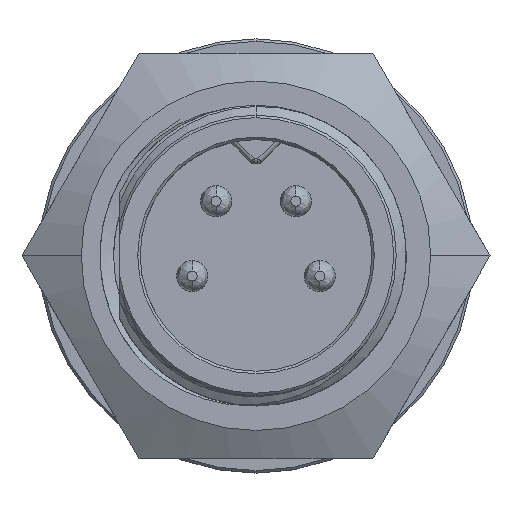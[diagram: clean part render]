
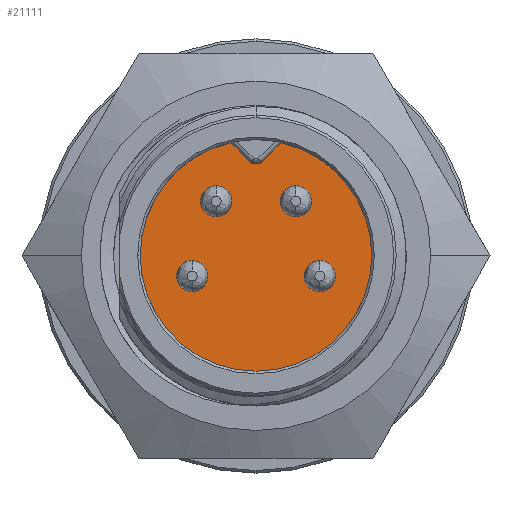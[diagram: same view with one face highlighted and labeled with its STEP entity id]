
A CAD part, top view. The second image highlights one B-rep face of the part: STEP entity #21111.
In plain terms, the highlighted planar face has unit normal (0, 0, 1).
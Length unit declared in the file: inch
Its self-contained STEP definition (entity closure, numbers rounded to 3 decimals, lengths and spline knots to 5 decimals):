
#37 = DIRECTION ( 'NONE',  ( 0., 1., 0. ) ) ;
#38 = CARTESIAN_POINT ( 'NONE',  ( -0.08, 0.109, 0.05 ) ) ;
#39 = DIRECTION ( 'NONE',  ( 0., 0., -1. ) ) ;
#46 = DIRECTION ( 'NONE',  ( 0., 0., -1. ) ) ;
#47 = CARTESIAN_POINT ( 'NONE',  ( -0.128, -0.041, 0.05 ) ) ;
#49 = DIRECTION ( 'NONE',  ( 0., 1., 0. ) ) ;
#321 = DIRECTION ( 'NONE',  ( 0., 1., 0. ) ) ;
#337 = DIRECTION ( 'NONE',  ( 0., 0., -1. ) ) ;
#353 = CARTESIAN_POINT ( 'NONE',  ( 0.128, -0.041, 0.05 ) ) ;
#679 = EDGE_CURVE ( 'NONE', #21864, #21502, #2392, .T. ) ;
#789 = EDGE_CURVE ( 'NONE', #21679, #21857, #2389, .T. ) ;
#926 = EDGE_CURVE ( 'NONE', #21962, #21963, #20271, .T. ) ;
#932 = EDGE_CURVE ( 'NONE', #21852, #21802, #20263, .T. ) ;
#940 = EDGE_CURVE ( 'NONE', #21961, #21956, #10203, .T. ) ;
#1182 = EDGE_LOOP ( 'NONE', ( #24656, #24646 ) ) ;
#1304 = EDGE_LOOP ( 'NONE', ( #24768, #24757, #24764, #24647, #24684, #24760, #24673 ) ) ;
#1324 = EDGE_LOOP ( 'NONE', ( #24803, #24789 ) ) ;
#1405 = EDGE_LOOP ( 'NONE', ( #24667, #24748 ) ) ;
#1417 = EDGE_LOOP ( 'NONE', ( #24637, #24765 ) ) ;
#1976 = VERTEX_POINT ( 'NONE', #2986 ) ;
#2114 = VERTEX_POINT ( 'NONE', #3041 ) ;
#2142 = VERTEX_POINT ( 'NONE', #3046 ) ;
#2145 = VERTEX_POINT ( 'NONE', #3048 ) ;
#2184 = VERTEX_POINT ( 'NONE', #3064 ) ;
#2305 = AXIS2_PLACEMENT_3D ( 'NONE', #24343, #24344, #24345 ) ;
#2389 = CIRCLE ( 'NONE', #2305, 0.232 ) ;
#2392 = CIRCLE ( 'NONE', #2410, 0.03125 ) ;
#2410 = AXIS2_PLACEMENT_3D ( 'NONE', #24154, #24496, #24155 ) ;
#2986 = CARTESIAN_POINT ( 'NONE',  ( 0.00386, 0.184, 0.05 ) ) ;
#3041 = CARTESIAN_POINT ( 'NONE',  ( 0.01093, 0.18693, 0.05 ) ) ;
#3046 = CARTESIAN_POINT ( 'NONE',  ( -0.01093, 0.18693, 0.05 ) ) ;
#3048 = CARTESIAN_POINT ( 'NONE',  ( 0.05045, 0.22645, 0.05 ) ) ;
#3064 = CARTESIAN_POINT ( 'NONE',  ( -0.00386, 0.184, 0.05 ) ) ;
#9587 = AXIS2_PLACEMENT_3D ( 'NONE', #353, #337, #321 ) ;
#9698 = AXIS2_PLACEMENT_3D ( 'NONE', #47, #46, #49 ) ;
#10203 = CIRCLE ( 'NONE', #9587, 0.03125 ) ;
#17924 = PLANE ( 'NONE',  #22954 ) ;
#17925 = CARTESIAN_POINT ( 'NONE',  ( 0., 0., 0.05 ) ) ;
#17926 = DIRECTION ( 'NONE',  ( 0., 0., 1. ) ) ;
#17927 = DIRECTION ( 'NONE',  ( 1., 0., 0. ) ) ;
#18019 = CARTESIAN_POINT ( 'NONE',  ( 0.00386, 0.194, 0.05 ) ) ;
#18020 = DIRECTION ( 'NONE',  ( 0., 0., -1. ) ) ;
#18021 = DIRECTION ( 'NONE',  ( 0., 1., 0. ) ) ;
#18414 = CARTESIAN_POINT ( 'NONE',  ( -0.128, -0.041, 0.05 ) ) ;
#18415 = DIRECTION ( 'NONE',  ( 0., 0., -1. ) ) ;
#18416 = DIRECTION ( 'NONE',  ( 0., 1., 0. ) ) ;
#18457 = CARTESIAN_POINT ( 'NONE',  ( 0., 0., 0.05 ) ) ;
#18458 = DIRECTION ( 'NONE',  ( 0., 0., 1. ) ) ;
#18459 = DIRECTION ( 'NONE',  ( 0., 1., 0. ) ) ;
#18570 = CARTESIAN_POINT ( 'NONE',  ( 0.008, 0.184, 0.05 ) ) ;
#18571 = DIRECTION ( 'NONE',  ( -0.707, -0.707, 0. ) ) ;
#18591 = CARTESIAN_POINT ( 'NONE',  ( -0.08, 0.109, 0.05 ) ) ;
#18592 = DIRECTION ( 'NONE',  ( 0., 0., -1. ) ) ;
#18593 = DIRECTION ( 'NONE',  ( 0., 1., 0. ) ) ;
#18594 = CARTESIAN_POINT ( 'NONE',  ( 0.08, 0.109, 0.05 ) ) ;
#18595 = DIRECTION ( 'NONE',  ( 0., 0., -1. ) ) ;
#18596 = DIRECTION ( 'NONE',  ( 0., 1., 0. ) ) ;
#18612 = CARTESIAN_POINT ( 'NONE',  ( -0.01093, 0.18693, 0.05 ) ) ;
#18613 = DIRECTION ( 'NONE',  ( -0.707, 0.707, 0. ) ) ;
#18725 = CARTESIAN_POINT ( 'NONE',  ( 0.128, -0.041, 0.05 ) ) ;
#18726 = DIRECTION ( 'NONE',  ( 0., 0., -1. ) ) ;
#18727 = DIRECTION ( 'NONE',  ( 0., 1., 0. ) ) ;
#19105 = CARTESIAN_POINT ( 'NONE',  ( 0.008, 0.184, 0.05 ) ) ;
#19106 = DIRECTION ( 'NONE',  ( -1., 0., 0. ) ) ;
#19285 = CARTESIAN_POINT ( 'NONE',  ( -0.00386, 0.194, 0.05 ) ) ;
#19286 = DIRECTION ( 'NONE',  ( 0., 0., 1. ) ) ;
#19287 = DIRECTION ( 'NONE',  ( 0., 1., 0. ) ) ;
#19578 = CARTESIAN_POINT ( 'NONE',  ( 0.08, 0.07775, 0.05 ) ) ;
#19643 = LINE ( 'NONE', #19105, #23159 ) ;
#19649 = LINE ( 'NONE', #18612, #23110 ) ;
#19672 = LINE ( 'NONE', #18570, #22936 ) ;
#20076 = FACE_BOUND ( 'NONE', #1324, .T. ) ;
#20088 = FACE_OUTER_BOUND ( 'NONE', #1304, .T. ) ;
#20089 = FACE_BOUND ( 'NONE', #1417, .T. ) ;
#20091 = FACE_BOUND ( 'NONE', #1405, .T. ) ;
#20128 = FACE_BOUND ( 'NONE', #1182, .T. ) ;
#20263 = CIRCLE ( 'NONE', #9698, 0.03125 ) ;
#20271 = CIRCLE ( 'NONE', #20298, 0.03125 ) ;
#20298 = AXIS2_PLACEMENT_3D ( 'NONE', #38, #39, #37 ) ;
#20345 = CARTESIAN_POINT ( 'NONE',  ( -0.05045, 0.22645, 0.05 ) ) ;
#20395 = CARTESIAN_POINT ( 'NONE',  ( -0.128, -0.07225, 0.05 ) ) ;
#20405 = CARTESIAN_POINT ( 'NONE',  ( -0.128, -0.00975, 0.05 ) ) ;
#20407 = CARTESIAN_POINT ( 'NONE',  ( 0., -0.232, 0.05 ) ) ;
#20409 = CARTESIAN_POINT ( 'NONE',  ( 0.08, 0.14025, 0.05 ) ) ;
#20446 = CARTESIAN_POINT ( 'NONE',  ( 0.128, -0.07225, 0.05 ) ) ;
#20448 = CARTESIAN_POINT ( 'NONE',  ( 0.128, -0.00975, 0.05 ) ) ;
#20449 = CARTESIAN_POINT ( 'NONE',  ( -0.08, 0.14025, 0.05 ) ) ;
#20450 = CARTESIAN_POINT ( 'NONE',  ( -0.08, 0.07775, 0.05 ) ) ;
#21111 = ADVANCED_FACE ( 'NONE', ( #20088, #20089, #20076, #20091, #20128 ), #17924, .T. ) ;
#21136 = EDGE_CURVE ( 'NONE', #2114, #1976, #22901, .T. ) ;
#21171 = EDGE_CURVE ( 'NONE', #21802, #21852, #23013, .T. ) ;
#21183 = EDGE_CURVE ( 'NONE', #21857, #2145, #23015, .T. ) ;
#21201 = EDGE_CURVE ( 'NONE', #2145, #2114, #19672, .T. ) ;
#21208 = EDGE_CURVE ( 'NONE', #21963, #21962, #22889, .T. ) ;
#21209 = EDGE_CURVE ( 'NONE', #21502, #21864, #22938, .T. ) ;
#21215 = EDGE_CURVE ( 'NONE', #2142, #21679, #19649, .T. ) ;
#21238 = EDGE_CURVE ( 'NONE', #21956, #21961, #22919, .T. ) ;
#21285 = EDGE_CURVE ( 'NONE', #1976, #2184, #19643, .T. ) ;
#21320 = EDGE_CURVE ( 'NONE', #2142, #2184, #23225, .T. ) ;
#21502 = VERTEX_POINT ( 'NONE', #19578 ) ;
#21679 = VERTEX_POINT ( 'NONE', #20345 ) ;
#21802 = VERTEX_POINT ( 'NONE', #20395 ) ;
#21852 = VERTEX_POINT ( 'NONE', #20405 ) ;
#21857 = VERTEX_POINT ( 'NONE', #20407 ) ;
#21864 = VERTEX_POINT ( 'NONE', #20409 ) ;
#21956 = VERTEX_POINT ( 'NONE', #20446 ) ;
#21961 = VERTEX_POINT ( 'NONE', #20448 ) ;
#21962 = VERTEX_POINT ( 'NONE', #20449 ) ;
#21963 = VERTEX_POINT ( 'NONE', #20450 ) ;
#22889 = CIRCLE ( 'NONE', #22942, 0.03125 ) ;
#22896 = AXIS2_PLACEMENT_3D ( 'NONE', #18019, #18020, #18021 ) ;
#22901 = CIRCLE ( 'NONE', #22896, 0.01 ) ;
#22905 = AXIS2_PLACEMENT_3D ( 'NONE', #18594, #18595, #18596 ) ;
#22919 = CIRCLE ( 'NONE', #22920, 0.03125 ) ;
#22920 = AXIS2_PLACEMENT_3D ( 'NONE', #18725, #18726, #18727 ) ;
#22936 = VECTOR ( 'NONE', #18571, 39.37008 ) ;
#22938 = CIRCLE ( 'NONE', #22905, 0.03125 ) ;
#22942 = AXIS2_PLACEMENT_3D ( 'NONE', #18591, #18592, #18593 ) ;
#22954 = AXIS2_PLACEMENT_3D ( 'NONE', #17925, #17926, #17927 ) ;
#22978 = AXIS2_PLACEMENT_3D ( 'NONE', #18414, #18415, #18416 ) ;
#22990 = AXIS2_PLACEMENT_3D ( 'NONE', #18457, #18458, #18459 ) ;
#23013 = CIRCLE ( 'NONE', #22978, 0.03125 ) ;
#23015 = CIRCLE ( 'NONE', #22990, 0.232 ) ;
#23110 = VECTOR ( 'NONE', #18613, 39.37008 ) ;
#23159 = VECTOR ( 'NONE', #19106, 39.37008 ) ;
#23225 = CIRCLE ( 'NONE', #23349, 0.01 ) ;
#23349 = AXIS2_PLACEMENT_3D ( 'NONE', #19285, #19286, #19287 ) ;
#24154 = CARTESIAN_POINT ( 'NONE',  ( 0.08, 0.109, 0.05 ) ) ;
#24155 = DIRECTION ( 'NONE',  ( 0., 1., 0. ) ) ;
#24343 = CARTESIAN_POINT ( 'NONE',  ( 0., 0., 0.05 ) ) ;
#24344 = DIRECTION ( 'NONE',  ( 0., 0., 1. ) ) ;
#24345 = DIRECTION ( 'NONE',  ( 0., 1., 0. ) ) ;
#24496 = DIRECTION ( 'NONE',  ( 0., 0., -1. ) ) ;
#24637 = ORIENTED_EDGE ( 'NONE', *, *, #932, .T. ) ;
#24646 = ORIENTED_EDGE ( 'NONE', *, *, #21238, .T. ) ;
#24647 = ORIENTED_EDGE ( 'NONE', *, *, #789, .T. ) ;
#24656 = ORIENTED_EDGE ( 'NONE', *, *, #940, .T. ) ;
#24667 = ORIENTED_EDGE ( 'NONE', *, *, #926, .T. ) ;
#24673 = ORIENTED_EDGE ( 'NONE', *, *, #21136, .T. ) ;
#24684 = ORIENTED_EDGE ( 'NONE', *, *, #21183, .T. ) ;
#24748 = ORIENTED_EDGE ( 'NONE', *, *, #21208, .T. ) ;
#24757 = ORIENTED_EDGE ( 'NONE', *, *, #21320, .F. ) ;
#24760 = ORIENTED_EDGE ( 'NONE', *, *, #21201, .T. ) ;
#24764 = ORIENTED_EDGE ( 'NONE', *, *, #21215, .T. ) ;
#24765 = ORIENTED_EDGE ( 'NONE', *, *, #21171, .T. ) ;
#24768 = ORIENTED_EDGE ( 'NONE', *, *, #21285, .T. ) ;
#24789 = ORIENTED_EDGE ( 'NONE', *, *, #21209, .T. ) ;
#24803 = ORIENTED_EDGE ( 'NONE', *, *, #679, .T. ) ;
